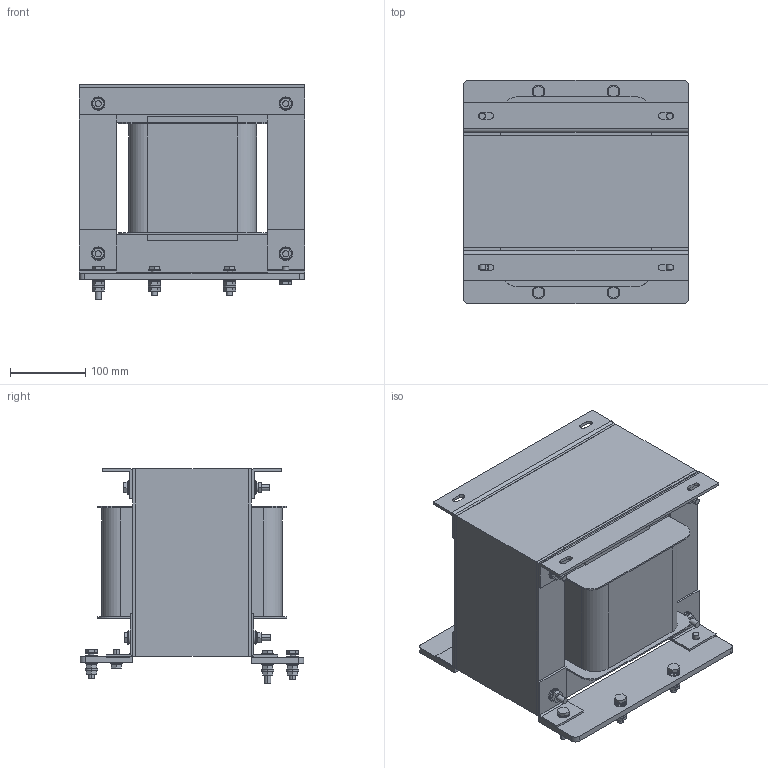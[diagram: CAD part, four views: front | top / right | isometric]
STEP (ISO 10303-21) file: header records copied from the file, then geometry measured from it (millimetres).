
FILE_DESCRIPTION((''),'2;1');
FILE_NAME('ASM0001_ASM','2024-05-09T',('Administrator'),(''),'PRO/ENGINEER BY PARAMETRIC TECHNOLOGY CORPORATION, 2008380','PRO/ENGINEER BY PARAMETRIC TECHNOLOGY CORPORATION, 2008380','');
FILE_SCHEMA(('CONFIG_CONTROL_DESIGN'));
Length unit declared in the file: millimetre
Products named in the file (15): PRT0001; PRT0002; PRT0003; PRT0004; PRT0005; PRT0006; PRT0007; PRT0008; PRT0009; PRT0010; PRT0011; PRT0012; PRT0013; PRT0014; ASM0001_ASM
Assembly tree (45 placements, depth 2):
  ASM0001_ASM
    PRT0001
    PRT0002
    PRT0003  x4
    PRT0004  x2
    PRT0005  x2
    PRT0006  x4
    PRT0007  x2
    PRT0008  x8
    PRT0009  x4
    PRT0010  x4
    PRT0011
    PRT0012  x5
    PRT0013  x3
    PRT0014  x4
Bounding box: 300 x 298 x 287.5 mm (x, y, z)
Volume: 13549890.6 mm3; surface area: 1146657.3 mm2
Topology: 45 solids, 45 shells, 773 faces, 1862 edges, 1258 vertices
Faces by surface type: plane 451, cylinder 298, bspline 24
Entity records: 10550 total; most frequent: CARTESIAN_POINT 2994, DIRECTION 1568, ORIENTED_EDGE 1408, EDGE_CURVE 704, AXIS2_PLACEMENT_3D 555, VERTEX_POINT 473, VECTOR 458, LINE 458
